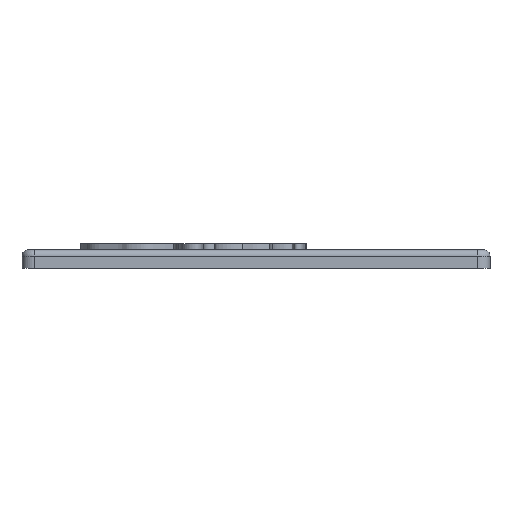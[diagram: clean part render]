
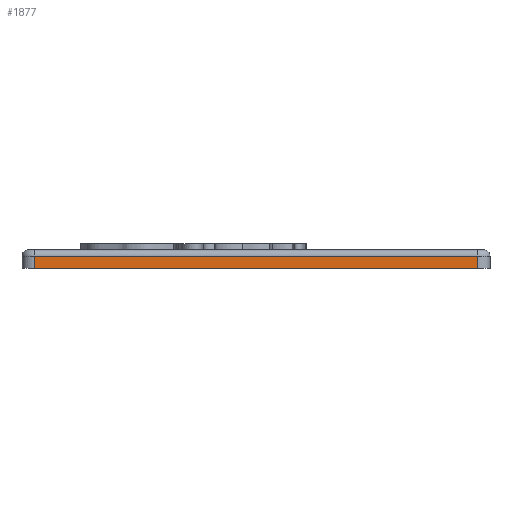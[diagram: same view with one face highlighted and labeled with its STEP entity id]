
A CAD part, left-side view. The second image highlights one B-rep face of the part: STEP entity #1877.
In plain terms, the highlighted planar face has unit normal (-1, 0, 0).
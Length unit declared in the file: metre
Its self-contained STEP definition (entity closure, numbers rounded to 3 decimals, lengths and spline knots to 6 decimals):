
#266=ORIENTED_EDGE('',*,*,#811,.T.);
#267=ORIENTED_EDGE('',*,*,#812,.T.);
#268=ORIENTED_EDGE('',*,*,#813,.T.);
#269=ORIENTED_EDGE('',*,*,#776,.F.);
#776=EDGE_CURVE('',#1050,#1051,#1203,.T.);
#811=EDGE_CURVE('',#1050,#1082,#1231,.F.);
#812=EDGE_CURVE('',#1082,#1083,#1232,.T.);
#813=EDGE_CURVE('',#1083,#1051,#1233,.T.);
#1050=VERTEX_POINT('',#2885);
#1051=VERTEX_POINT('',#2887);
#1082=VERTEX_POINT('',#2957);
#1083=VERTEX_POINT('',#2959);
#1203=LINE('',#2886,#1401);
#1231=LINE('',#2956,#1429);
#1232=LINE('',#2958,#1430);
#1233=LINE('',#2960,#1431);
#1401=VECTOR('',#2212,1.);
#1429=VECTOR('',#2262,1.);
#1430=VECTOR('',#2263,1.);
#1431=VECTOR('',#2264,1.);
#1564=EDGE_LOOP('',(#266,#267,#268,#269));
#1704=FACE_BOUND('',#1564,.T.);
#1815=PLANE('',#2012);
#1877=ADVANCED_FACE('',(#1704),#1815,.T.);
#2012=AXIS2_PLACEMENT_3D('',#2955,#2260,#2261);
#2212=DIRECTION('',(0.,1.,0.));
#2260=DIRECTION('',(-1.,0.,0.));
#2261=DIRECTION('',(0.,0.,1.));
#2262=DIRECTION('',(0.,0.,-1.));
#2263=DIRECTION('',(0.,1.,0.));
#2264=DIRECTION('',(0.,0.,-1.));
#2885=CARTESIAN_POINT('',(-0.04575,-0.03575,0.));
#2886=CARTESIAN_POINT('',(-0.04575,0.,0.));
#2887=CARTESIAN_POINT('',(-0.04575,0.03575,0.));
#2955=CARTESIAN_POINT('',(-0.04575,0.,0.003));
#2956=CARTESIAN_POINT('',(-0.04575,-0.03575,0.003));
#2957=CARTESIAN_POINT('',(-0.04575,-0.03575,0.002));
#2958=CARTESIAN_POINT('',(-0.04575,0.,0.002));
#2959=CARTESIAN_POINT('',(-0.04575,0.03575,0.002));
#2960=CARTESIAN_POINT('',(-0.04575,0.03575,0.));
